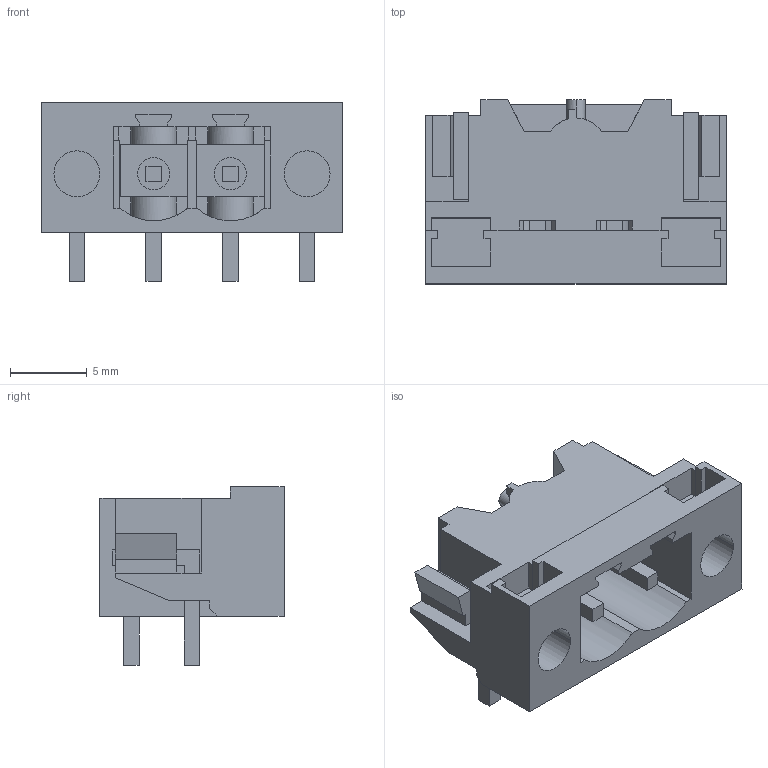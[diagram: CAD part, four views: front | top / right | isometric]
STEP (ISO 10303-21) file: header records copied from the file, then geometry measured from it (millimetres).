
FILE_DESCRIPTION(('CATIA V5 STEP Exchange','CAx-IF Rec.Pracs.--- Model Styling and Organization---1.2---2011-12-15'),'2;1');
FILE_NAME ('7601265_2_1840350000_1840350000.stp','2018-03-08T09:38:58+00:00',('none'),('Weidmueller'),'CATIA Version 5-6 Release 2014','CATIA V5 STEP AP214','none');
FILE_SCHEMA(('AUTOMOTIVE_DESIGN { 1 0 10303 214 1 1 1 1 }'));
Length unit declared in the file: millimetre
Products named in the file (1): 1840350000
Bounding box: 19.6 x 12 x 11.63 mm (x, y, z)
Volume: 923.3 mm3; surface area: 1795.2 mm2
Topology: 5 solids, 5 shells, 224 faces, 653 edges, 436 vertices
Faces by surface type: plane 201, cylinder 23
Entity records: 7111 total; most frequent: CARTESIAN_POINT 1330, ORIENTED_EDGE 1306, DIRECTION 998, EDGE_CURVE 653, VECTOR 594, LINE 594, VERTEX_POINT 436, EDGE_LOOP 233
